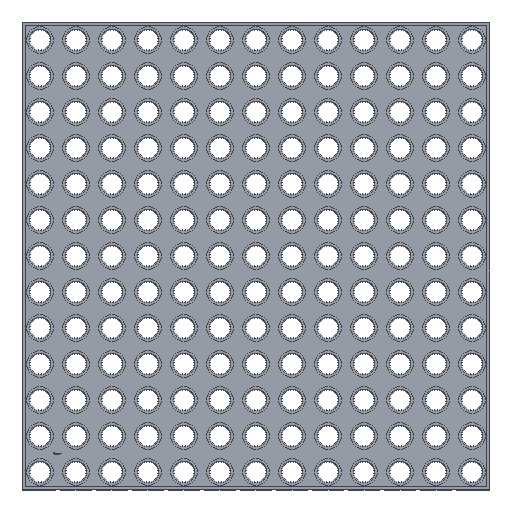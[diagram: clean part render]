
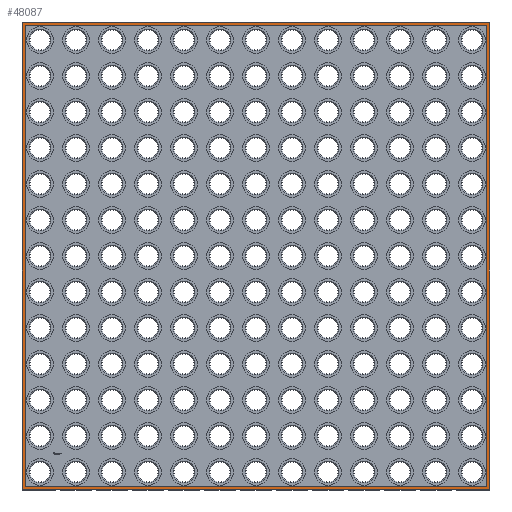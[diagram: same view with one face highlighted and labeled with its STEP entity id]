
A CAD part, top view. The second image highlights one B-rep face of the part: STEP entity #48087.
In plain terms, the highlighted planar face has unit normal (0, 0, 1).
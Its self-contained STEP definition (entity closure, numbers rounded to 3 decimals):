
#100 = PLANE('',#101);
#101 = AXIS2_PLACEMENT_3D('',#102,#103,#104);
#102 = CARTESIAN_POINT('',(-6.25,156.1,2.975));
#103 = DIRECTION('',(0.,0.707,0.707));
#104 = DIRECTION('',(-1.,0.,0.));
#8691 = PLANE('',#8692);
#8692 = AXIS2_PLACEMENT_3D('',#8693,#8694,#8695);
#8693 = CARTESIAN_POINT('',(156.1,156.25,2.975));
#8694 = DIRECTION('',(0.707,0.,0.707)
  );
#8695 = DIRECTION('',(0.,1.,0.));
#10077 = VERTEX_POINT('',#10078);
#10078 = CARTESIAN_POINT('',(-5.95,155.95,3.125));
#10092 = PLANE('',#10093);
#10093 = AXIS2_PLACEMENT_3D('',#10094,#10095,#10096);
#10094 = CARTESIAN_POINT('',(-6.1,-6.25,2.975));
#10095 = DIRECTION('',(-0.707,0.,
    0.707));
#10096 = DIRECTION('',(0.,-1.,0.));
#10106 = VERTEX_POINT('',#10107);
#10107 = CARTESIAN_POINT('',(155.95,155.95,3.125));
#10128 = EDGE_CURVE('',#10077,#10106,#10129,.T.);
#10129 = SURFACE_CURVE('',#10130,(#10134,#10141),.PCURVE_S1.);
#10130 = LINE('',#10131,#10132);
#10131 = CARTESIAN_POINT('',(-6.25,155.95,3.125));
#10132 = VECTOR('',#10133,1.);
#10133 = DIRECTION('',(1.,0.,0.));
#10134 = PCURVE('',#100,#10135);
#10135 = DEFINITIONAL_REPRESENTATION('',(#10136),#10140);
#10136 = LINE('',#10137,#10138);
#10137 = CARTESIAN_POINT('',(0.,0.212));
#10138 = VECTOR('',#10139,1.);
#10139 = DIRECTION('',(-1.,0.));
#10140 = ( GEOMETRIC_REPRESENTATION_CONTEXT(2) 
PARAMETRIC_REPRESENTATION_CONTEXT() REPRESENTATION_CONTEXT('2D SPACE',''
  ) );
#10141 = PCURVE('',#10142,#10147);
#10142 = PLANE('',#10143);
#10143 = AXIS2_PLACEMENT_3D('',#10144,#10145,#10146);
#10144 = CARTESIAN_POINT('',(75.,75.,3.125));
#10145 = DIRECTION('',(0.,0.,1.));
#10146 = DIRECTION('',(1.,0.,0.));
#10147 = DEFINITIONAL_REPRESENTATION('',(#10148),#10152);
#10148 = LINE('',#10149,#10150);
#10149 = CARTESIAN_POINT('',(-81.25,80.95));
#10150 = VECTOR('',#10151,1.);
#10151 = DIRECTION('',(1.,0.));
#10152 = ( GEOMETRIC_REPRESENTATION_CONTEXT(2) 
PARAMETRIC_REPRESENTATION_CONTEXT() REPRESENTATION_CONTEXT('2D SPACE',''
  ) );
#46815 = PLANE('',#46816);
#46816 = AXIS2_PLACEMENT_3D('',#46817,#46818,#46819);
#46817 = CARTESIAN_POINT('',(156.25,-6.1,2.975));
#46818 = DIRECTION('',(0.,-0.707,
    0.707));
#46819 = DIRECTION('',(-1.,0.,0.));
#47996 = VERTEX_POINT('',#47997);
#47997 = CARTESIAN_POINT('',(155.95,-5.95,3.125));
#48018 = EDGE_CURVE('',#10106,#47996,#48019,.T.);
#48019 = SURFACE_CURVE('',#48020,(#48024,#48031),.PCURVE_S1.);
#48020 = LINE('',#48021,#48022);
#48021 = CARTESIAN_POINT('',(155.95,156.25,3.125));
#48022 = VECTOR('',#48023,1.);
#48023 = DIRECTION('',(0.,-1.,0.));
#48024 = PCURVE('',#8691,#48025);
#48025 = DEFINITIONAL_REPRESENTATION('',(#48026),#48030);
#48026 = LINE('',#48027,#48028);
#48027 = CARTESIAN_POINT('',(0.,0.212));
#48028 = VECTOR('',#48029,1.);
#48029 = DIRECTION('',(-1.,0.));
#48030 = ( GEOMETRIC_REPRESENTATION_CONTEXT(2) 
PARAMETRIC_REPRESENTATION_CONTEXT() REPRESENTATION_CONTEXT('2D SPACE',''
  ) );
#48031 = PCURVE('',#10142,#48032);
#48032 = DEFINITIONAL_REPRESENTATION('',(#48033),#48037);
#48033 = LINE('',#48034,#48035);
#48034 = CARTESIAN_POINT('',(80.95,81.25));
#48035 = VECTOR('',#48036,1.);
#48036 = DIRECTION('',(0.,-1.));
#48037 = ( GEOMETRIC_REPRESENTATION_CONTEXT(2) 
PARAMETRIC_REPRESENTATION_CONTEXT() REPRESENTATION_CONTEXT('2D SPACE',''
  ) );
#48043 = VERTEX_POINT('',#48044);
#48044 = CARTESIAN_POINT('',(-5.95,-5.95,3.125));
#48067 = EDGE_CURVE('',#48043,#10077,#48068,.T.);
#48068 = SURFACE_CURVE('',#48069,(#48073,#48080),.PCURVE_S1.);
#48069 = LINE('',#48070,#48071);
#48070 = CARTESIAN_POINT('',(-5.95,-6.25,3.125));
#48071 = VECTOR('',#48072,1.);
#48072 = DIRECTION('',(0.,1.,0.));
#48073 = PCURVE('',#10092,#48074);
#48074 = DEFINITIONAL_REPRESENTATION('',(#48075),#48079);
#48075 = LINE('',#48076,#48077);
#48076 = CARTESIAN_POINT('',(0.,0.212));
#48077 = VECTOR('',#48078,1.);
#48078 = DIRECTION('',(-1.,0.));
#48079 = ( GEOMETRIC_REPRESENTATION_CONTEXT(2) 
PARAMETRIC_REPRESENTATION_CONTEXT() REPRESENTATION_CONTEXT('2D SPACE',''
  ) );
#48080 = PCURVE('',#10142,#48081);
#48081 = DEFINITIONAL_REPRESENTATION('',(#48082),#48086);
#48082 = LINE('',#48083,#48084);
#48083 = CARTESIAN_POINT('',(-80.95,-81.25));
#48084 = VECTOR('',#48085,1.);
#48085 = DIRECTION('',(0.,1.));
#48086 = ( GEOMETRIC_REPRESENTATION_CONTEXT(2) 
PARAMETRIC_REPRESENTATION_CONTEXT() REPRESENTATION_CONTEXT('2D SPACE',''
  ) );
#48087 = ADVANCED_FACE('',(#48088,#48114),#10142,.T.);
#48088 = FACE_BOUND('',#48089,.T.);
#48089 = EDGE_LOOP('',(#48090,#48111,#48112,#48113));
#48090 = ORIENTED_EDGE('',*,*,#48091,.F.);
#48091 = EDGE_CURVE('',#47996,#48043,#48092,.T.);
#48092 = SURFACE_CURVE('',#48093,(#48097,#48104),.PCURVE_S1.);
#48093 = LINE('',#48094,#48095);
#48094 = CARTESIAN_POINT('',(156.25,-5.95,3.125));
#48095 = VECTOR('',#48096,1.);
#48096 = DIRECTION('',(-1.,0.,0.));
#48097 = PCURVE('',#10142,#48098);
#48098 = DEFINITIONAL_REPRESENTATION('',(#48099),#48103);
#48099 = LINE('',#48100,#48101);
#48100 = CARTESIAN_POINT('',(81.25,-80.95));
#48101 = VECTOR('',#48102,1.);
#48102 = DIRECTION('',(-1.,0.));
#48103 = ( GEOMETRIC_REPRESENTATION_CONTEXT(2) 
PARAMETRIC_REPRESENTATION_CONTEXT() REPRESENTATION_CONTEXT('2D SPACE',''
  ) );
#48104 = PCURVE('',#46815,#48105);
#48105 = DEFINITIONAL_REPRESENTATION('',(#48106),#48110);
#48106 = LINE('',#48107,#48108);
#48107 = CARTESIAN_POINT('',(0.,-0.212));
#48108 = VECTOR('',#48109,1.);
#48109 = DIRECTION('',(1.,0.));
#48110 = ( GEOMETRIC_REPRESENTATION_CONTEXT(2) 
PARAMETRIC_REPRESENTATION_CONTEXT() REPRESENTATION_CONTEXT('2D SPACE',''
  ) );
#48111 = ORIENTED_EDGE('',*,*,#48018,.F.);
#48112 = ORIENTED_EDGE('',*,*,#10128,.F.);
#48113 = ORIENTED_EDGE('',*,*,#48067,.F.);
#48114 = FACE_BOUND('',#48115,.T.);
#48115 = EDGE_LOOP('',(#48116,#48146,#48174,#48202));
#48116 = ORIENTED_EDGE('',*,*,#48117,.T.);
#48117 = EDGE_CURVE('',#48118,#48120,#48122,.T.);
#48118 = VERTEX_POINT('',#48119);
#48119 = CARTESIAN_POINT('',(-5.15,-5.15,3.125));
#48120 = VERTEX_POINT('',#48121);
#48121 = CARTESIAN_POINT('',(-5.15,155.15,3.125));
#48122 = SURFACE_CURVE('',#48123,(#48127,#48134),.PCURVE_S1.);
#48123 = LINE('',#48124,#48125);
#48124 = CARTESIAN_POINT('',(-5.15,-5.15,3.125));
#48125 = VECTOR('',#48126,1.);
#48126 = DIRECTION('',(0.,1.,0.));
#48127 = PCURVE('',#10142,#48128);
#48128 = DEFINITIONAL_REPRESENTATION('',(#48129),#48133);
#48129 = LINE('',#48130,#48131);
#48130 = CARTESIAN_POINT('',(-80.15,-80.15));
#48131 = VECTOR('',#48132,1.);
#48132 = DIRECTION('',(0.,1.));
#48133 = ( GEOMETRIC_REPRESENTATION_CONTEXT(2) 
PARAMETRIC_REPRESENTATION_CONTEXT() REPRESENTATION_CONTEXT('2D SPACE',''
  ) );
#48134 = PCURVE('',#48135,#48140);
#48135 = PLANE('',#48136);
#48136 = AXIS2_PLACEMENT_3D('',#48137,#48138,#48139);
#48137 = CARTESIAN_POINT('',(-5.15,-5.15,3.125));
#48138 = DIRECTION('',(1.,0.,0.));
#48139 = DIRECTION('',(0.,1.,0.));
#48140 = DEFINITIONAL_REPRESENTATION('',(#48141),#48145);
#48141 = LINE('',#48142,#48143);
#48142 = CARTESIAN_POINT('',(0.,0.));
#48143 = VECTOR('',#48144,1.);
#48144 = DIRECTION('',(1.,0.));
#48145 = ( GEOMETRIC_REPRESENTATION_CONTEXT(2) 
PARAMETRIC_REPRESENTATION_CONTEXT() REPRESENTATION_CONTEXT('2D SPACE',''
  ) );
#48146 = ORIENTED_EDGE('',*,*,#48147,.T.);
#48147 = EDGE_CURVE('',#48120,#48148,#48150,.T.);
#48148 = VERTEX_POINT('',#48149);
#48149 = CARTESIAN_POINT('',(155.15,155.15,3.125));
#48150 = SURFACE_CURVE('',#48151,(#48155,#48162),.PCURVE_S1.);
#48151 = LINE('',#48152,#48153);
#48152 = CARTESIAN_POINT('',(-5.15,155.15,3.125));
#48153 = VECTOR('',#48154,1.);
#48154 = DIRECTION('',(1.,0.,0.));
#48155 = PCURVE('',#10142,#48156);
#48156 = DEFINITIONAL_REPRESENTATION('',(#48157),#48161);
#48157 = LINE('',#48158,#48159);
#48158 = CARTESIAN_POINT('',(-80.15,80.15));
#48159 = VECTOR('',#48160,1.);
#48160 = DIRECTION('',(1.,0.));
#48161 = ( GEOMETRIC_REPRESENTATION_CONTEXT(2) 
PARAMETRIC_REPRESENTATION_CONTEXT() REPRESENTATION_CONTEXT('2D SPACE',''
  ) );
#48162 = PCURVE('',#48163,#48168);
#48163 = PLANE('',#48164);
#48164 = AXIS2_PLACEMENT_3D('',#48165,#48166,#48167);
#48165 = CARTESIAN_POINT('',(-5.15,155.15,3.125));
#48166 = DIRECTION('',(0.,-1.,0.));
#48167 = DIRECTION('',(1.,0.,0.));
#48168 = DEFINITIONAL_REPRESENTATION('',(#48169),#48173);
#48169 = LINE('',#48170,#48171);
#48170 = CARTESIAN_POINT('',(0.,0.));
#48171 = VECTOR('',#48172,1.);
#48172 = DIRECTION('',(1.,0.));
#48173 = ( GEOMETRIC_REPRESENTATION_CONTEXT(2) 
PARAMETRIC_REPRESENTATION_CONTEXT() REPRESENTATION_CONTEXT('2D SPACE',''
  ) );
#48174 = ORIENTED_EDGE('',*,*,#48175,.T.);
#48175 = EDGE_CURVE('',#48148,#48176,#48178,.T.);
#48176 = VERTEX_POINT('',#48177);
#48177 = CARTESIAN_POINT('',(155.15,-5.15,3.125));
#48178 = SURFACE_CURVE('',#48179,(#48183,#48190),.PCURVE_S1.);
#48179 = LINE('',#48180,#48181);
#48180 = CARTESIAN_POINT('',(155.15,155.15,3.125));
#48181 = VECTOR('',#48182,1.);
#48182 = DIRECTION('',(0.,-1.,0.));
#48183 = PCURVE('',#10142,#48184);
#48184 = DEFINITIONAL_REPRESENTATION('',(#48185),#48189);
#48185 = LINE('',#48186,#48187);
#48186 = CARTESIAN_POINT('',(80.15,80.15));
#48187 = VECTOR('',#48188,1.);
#48188 = DIRECTION('',(0.,-1.));
#48189 = ( GEOMETRIC_REPRESENTATION_CONTEXT(2) 
PARAMETRIC_REPRESENTATION_CONTEXT() REPRESENTATION_CONTEXT('2D SPACE',''
  ) );
#48190 = PCURVE('',#48191,#48196);
#48191 = PLANE('',#48192);
#48192 = AXIS2_PLACEMENT_3D('',#48193,#48194,#48195);
#48193 = CARTESIAN_POINT('',(155.15,155.15,3.125));
#48194 = DIRECTION('',(-1.,0.,0.));
#48195 = DIRECTION('',(0.,-1.,0.));
#48196 = DEFINITIONAL_REPRESENTATION('',(#48197),#48201);
#48197 = LINE('',#48198,#48199);
#48198 = CARTESIAN_POINT('',(0.,0.));
#48199 = VECTOR('',#48200,1.);
#48200 = DIRECTION('',(1.,0.));
#48201 = ( GEOMETRIC_REPRESENTATION_CONTEXT(2) 
PARAMETRIC_REPRESENTATION_CONTEXT() REPRESENTATION_CONTEXT('2D SPACE',''
  ) );
#48202 = ORIENTED_EDGE('',*,*,#48203,.T.);
#48203 = EDGE_CURVE('',#48176,#48118,#48204,.T.);
#48204 = SURFACE_CURVE('',#48205,(#48209,#48216),.PCURVE_S1.);
#48205 = LINE('',#48206,#48207);
#48206 = CARTESIAN_POINT('',(155.15,-5.15,3.125));
#48207 = VECTOR('',#48208,1.);
#48208 = DIRECTION('',(-1.,0.,0.));
#48209 = PCURVE('',#10142,#48210);
#48210 = DEFINITIONAL_REPRESENTATION('',(#48211),#48215);
#48211 = LINE('',#48212,#48213);
#48212 = CARTESIAN_POINT('',(80.15,-80.15));
#48213 = VECTOR('',#48214,1.);
#48214 = DIRECTION('',(-1.,0.));
#48215 = ( GEOMETRIC_REPRESENTATION_CONTEXT(2) 
PARAMETRIC_REPRESENTATION_CONTEXT() REPRESENTATION_CONTEXT('2D SPACE',''
  ) );
#48216 = PCURVE('',#48217,#48222);
#48217 = PLANE('',#48218);
#48218 = AXIS2_PLACEMENT_3D('',#48219,#48220,#48221);
#48219 = CARTESIAN_POINT('',(155.15,-5.15,3.125));
#48220 = DIRECTION('',(0.,1.,0.));
#48221 = DIRECTION('',(-1.,0.,0.));
#48222 = DEFINITIONAL_REPRESENTATION('',(#48223),#48227);
#48223 = LINE('',#48224,#48225);
#48224 = CARTESIAN_POINT('',(0.,0.));
#48225 = VECTOR('',#48226,1.);
#48226 = DIRECTION('',(1.,0.));
#48227 = ( GEOMETRIC_REPRESENTATION_CONTEXT(2) 
PARAMETRIC_REPRESENTATION_CONTEXT() REPRESENTATION_CONTEXT('2D SPACE',''
  ) );
